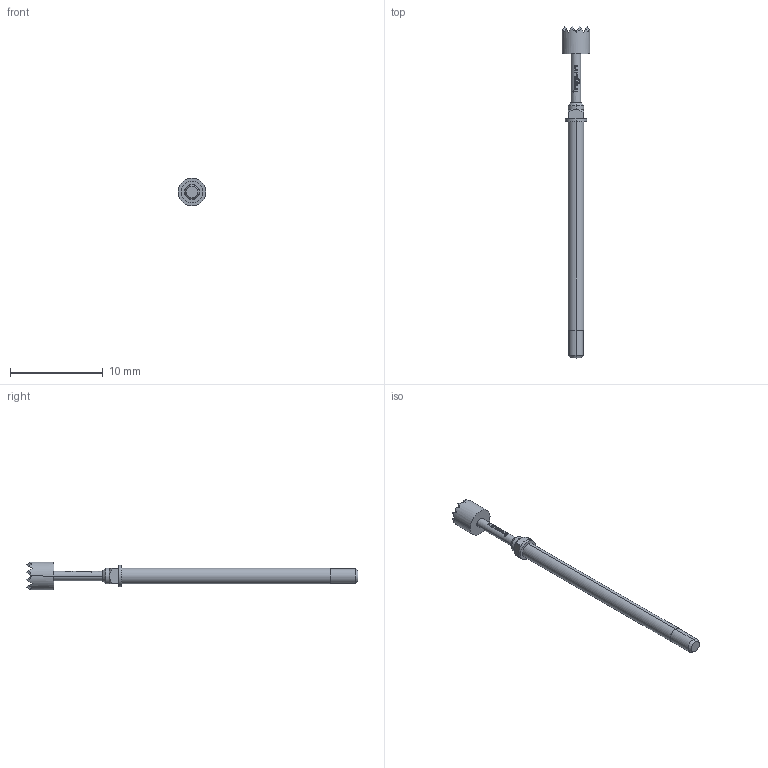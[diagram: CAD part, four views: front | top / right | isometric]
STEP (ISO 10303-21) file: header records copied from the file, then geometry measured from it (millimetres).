
FILE_DESCRIPTION (( 'STEP AP203' ), '1' );
FILE_NAME ('INGUN_GKS-112_306_300_R_xx02_M.STEP', '2023-09-19T13:49:05', ( '' ), ( '' ), 'SwSTEP 2.0', 'SolidWorks 2021', '' );
FILE_SCHEMA (( 'CONFIG_CONTROL_DESIGN' ));
Length unit declared in the file: millimetre
Products named in the file (1): INGUN_GKS-112_306_300_R_xx02_M
Bounding box: 3 x 35.8 x 3 mm (x, y, z)
Volume: 81.7 mm3; surface area: 211 mm2
Topology: 1 solids, 1 shells, 158 faces, 370 edges, 223 vertices
Faces by surface type: plane 108, bspline 22, cylinder 18, cone 10
Entity records: 4767 total; most frequent: CARTESIAN_POINT 1388, ORIENTED_EDGE 740, DIRECTION 596, EDGE_CURVE 370, VERTEX_POINT 223, AXIS2_PLACEMENT_3D 215, EDGE_LOOP 167, LINE 166
